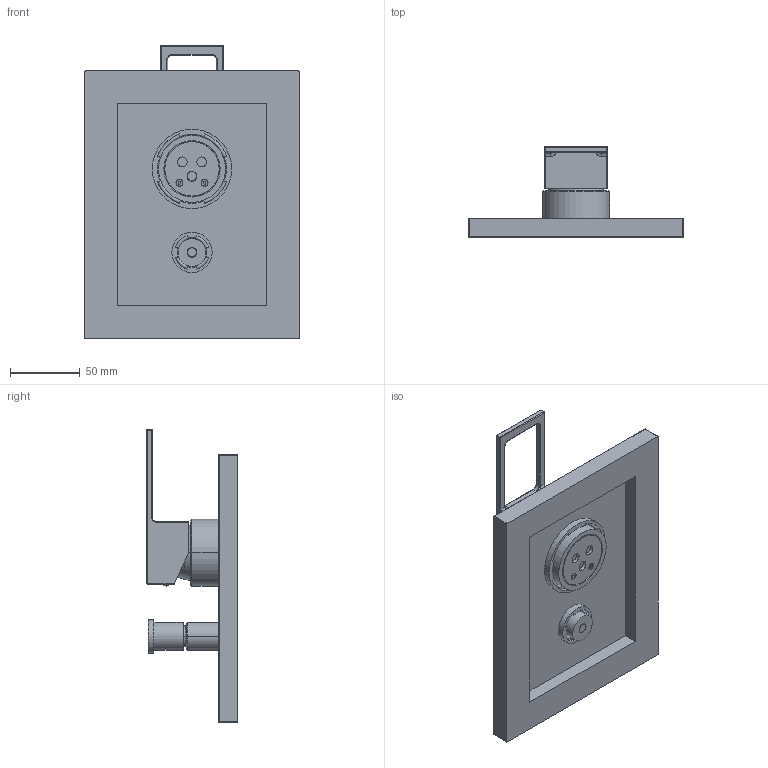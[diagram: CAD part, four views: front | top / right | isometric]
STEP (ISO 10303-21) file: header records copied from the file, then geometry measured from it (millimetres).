
FILE_DESCRIPTION((''),'2;1');
FILE_NAME('EFBOX015CR','2021-01-14T11:19:49',('ut3'),('PAFFONI SpA'),'CREO PARAMETRIC BY PTC INC, 2020044','CREO PARAMETRIC BY PTC INC, 2020044','');
FILE_SCHEMA(('CONFIG_CONTROL_DESIGN','SHAPE_APPEARANCE_LAYERS_GROUPS'));
Length unit declared in the file: millimetre
Products named in the file (1): EFBOX015CR
Bounding box: 154 x 64.9 x 210.25 mm (x, y, z)
Volume: 321945.3 mm3; surface area: 128770.2 mm2
Topology: 5 solids, 5 shells, 1096 faces, 2938 edges, 1865 vertices
Faces by surface type: plane 658, cylinder 287, torus 80, cone 51, sphere 18, bspline 2
Entity records: 44120 total; most frequent: CARTESIAN_POINT 8960, ORIENTED_EDGE 5856, DIRECTION 5600, EDGE_CURVE 2928, AXIS2_PLACEMENT_3D 1940, VERTEX_POINT 1865, VECTOR 1720, LINE 1720
